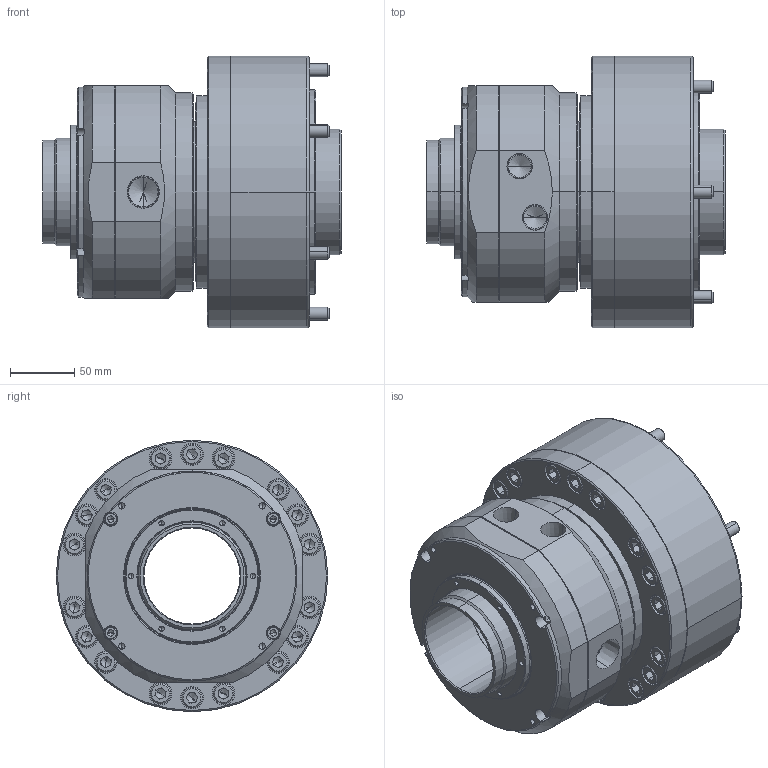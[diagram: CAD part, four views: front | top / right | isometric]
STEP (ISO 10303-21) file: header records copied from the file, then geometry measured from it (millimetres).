
FILE_DESCRIPTION (( 'STEP AP203' ), '1' );
FILE_NAME ('CF-TR-1075.STEP', '2022-07-07T09:13:41', ( '' ), ( '' ), 'SwSTEP 2.0', 'SolidWorks 2020', '' );
FILE_SCHEMA (( 'CONFIG_CONTROL_DESIGN' ));
Length unit declared in the file: millimetre
Products named in the file (9): CF-TR-1075-02000; 圓頭內六角螺栓_M10x85; 圓頭內六角螺栓_M6x25; CF-TR-1075閥軸; 圓頭內六角螺栓_M10x35; CF-TR-1075活塞; CF-TR-1075; CF-TK-A1075缸體; CF-TR-1075-01000
Assembly tree (27 placements, depth 2):
  CF-TR-1075
    CF-TR-1075閥軸
    CF-TR-1075活塞
    CF-TK-A1075缸體
    CF-TR-1075-01000
    CF-TR-1075-02000
    圓頭內六角螺栓_M10x85  x6
    圓頭內六角螺栓_M6x25  x4
    圓頭內六角螺栓_M10x35  x12
Bounding box: 233 x 212 x 212 mm (x, y, z)
Volume: 4260902.4 mm3; surface area: 625443 mm2
Topology: 27 solids, 27 shells, 968 faces, 2222 edges, 1315 vertices
Faces by surface type: plane 398, cylinder 319, cone 249, torus 2
Entity records: 15619 total; most frequent: DIRECTION 2680, CARTESIAN_POINT 2581, ORIENTED_EDGE 2180, AXIS2_PLACEMENT_3D 1107, EDGE_CURVE 1090, VERTEX_POINT 688, EDGE_LOOP 634, CIRCLE 584
